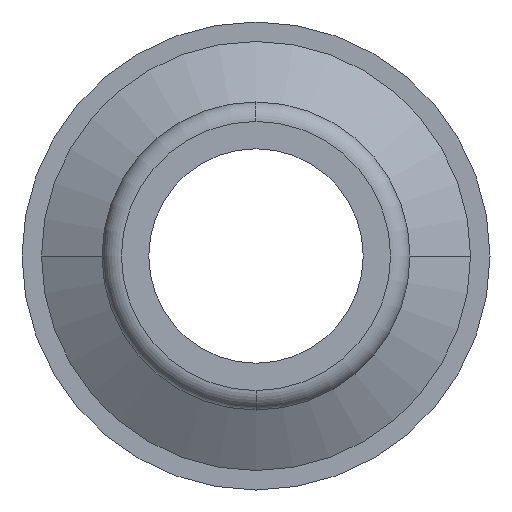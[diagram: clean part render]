
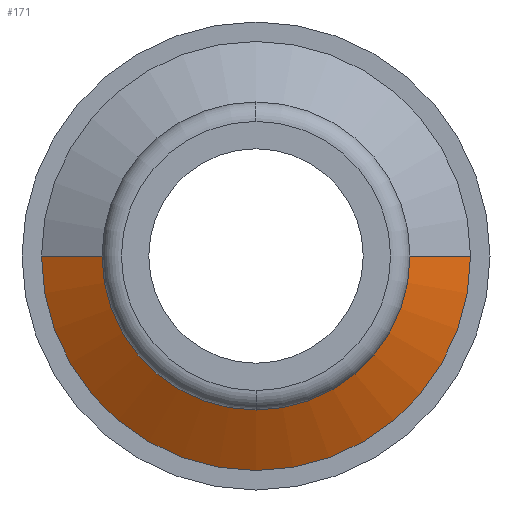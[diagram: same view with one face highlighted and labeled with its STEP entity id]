
A CAD part, front view. The second image highlights one B-rep face of the part: STEP entity #171.
In plain terms, the highlighted conical face has half-angle 60 degrees and reference radius 4.725 mm.
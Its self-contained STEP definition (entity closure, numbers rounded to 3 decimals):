
#171=ADVANCED_FACE('',(#355),#356,.T.);
#355=FACE_OUTER_BOUND('',#544,.T.);
#356=CONICAL_SURFACE('',#545,4.725,1.047);
#544=EDGE_LOOP('',(#961,#962,#963,#964));
#545=AXIS2_PLACEMENT_3D('',#965,#966,#967);
#961=ORIENTED_EDGE('',*,*,#1183,.F.);
#962=ORIENTED_EDGE('',*,*,#1103,.T.);
#963=ORIENTED_EDGE('',*,*,#1184,.F.);
#964=ORIENTED_EDGE('',*,*,#1211,.F.);
#965=CARTESIAN_POINT('',(0.0,8.447,0.0));
#966=DIRECTION('',(-0.0,1.0,-0.0));
#967=DIRECTION('',(1.0,0.0,0.0));
#1103=EDGE_CURVE('',#1310,#1316,#1318,.T.);
#1183=EDGE_CURVE('',#1310,#1379,#1438,.T.);
#1184=EDGE_CURVE('',#1386,#1316,#1439,.T.);
#1211=EDGE_CURVE('',#1379,#1386,#1468,.T.);
#1310=VERTEX_POINT('',#1579);
#1316=VERTEX_POINT('',#1586);
#1318=CIRCLE('',#1589,3.95);
#1379=VERTEX_POINT('',#1656);
#1386=VERTEX_POINT('',#1664);
#1438=LINE('',#1727,#1728);
#1439=LINE('',#1729,#1730);
#1468=CIRCLE('',#1763,5.5);
#1579=CARTESIAN_POINT('',(3.95,8.0,0.0));
#1586=CARTESIAN_POINT('',(-3.95,8.0,0.));
#1589=AXIS2_PLACEMENT_3D('',#1879,#1880,#1881);
#1656=CARTESIAN_POINT('',(5.5,8.895,0.0));
#1664=CARTESIAN_POINT('',(-5.5,8.895,0.));
#1727=CARTESIAN_POINT('',(4.725,8.447,0.));
#1728=VECTOR('',#2026,1.0);
#1729=CARTESIAN_POINT('',(-4.725,8.447,0.));
#1730=VECTOR('',#2027,1.0);
#1763=AXIS2_PLACEMENT_3D('',#2068,#2069,#2070);
#1879=CARTESIAN_POINT('',(0.0,8.0,0.0));
#1880=DIRECTION('',(-0.0,1.0,0.0));
#1881=DIRECTION('',(1.0,0.0,0.0));
#2026=DIRECTION('',(0.866,0.5,0.));
#2027=DIRECTION('',(0.866,-0.5,0.));
#2068=CARTESIAN_POINT('',(0.0,8.895,0.0));
#2069=DIRECTION('',(-0.0,1.0,0.0));
#2070=DIRECTION('',(1.0,0.0,0.0));
